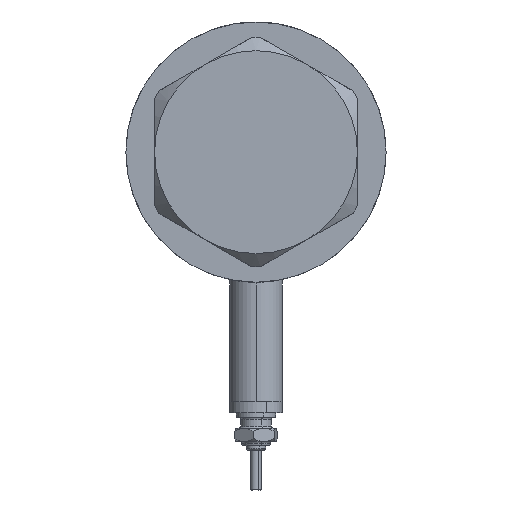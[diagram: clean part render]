
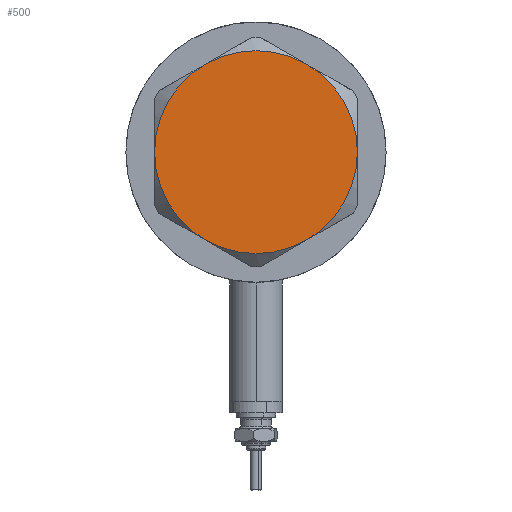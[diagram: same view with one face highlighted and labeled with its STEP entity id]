
A CAD part, left-side view. The second image highlights one B-rep face of the part: STEP entity #500.
In plain terms, the highlighted face is planar.
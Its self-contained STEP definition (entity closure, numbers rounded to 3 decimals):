
#111 = VERTEX_POINT ( 'NONE', #1801 ) ;
#166 = CIRCLE ( 'NONE', #5295, 23. ) ;
#186 = CIRCLE ( 'NONE', #4657, 23. ) ;
#215 = VERTEX_POINT ( 'NONE', #1585 ) ;
#223 = DIRECTION ( 'NONE',  ( 1., 0., 0. ) ) ;
#253 = CIRCLE ( 'NONE', #2609, 23. ) ;
#413 = VERTEX_POINT ( 'NONE', #4206 ) ;
#417 = EDGE_CURVE ( 'NONE', #111, #413, #166, .T. ) ;
#449 = DIRECTION ( 'NONE',  ( 1., 0., 0. ) ) ;
#456 = ORIENTED_EDGE ( 'NONE', *, *, #5569, .T. ) ;
#500 = ADVANCED_FACE ( 'NONE', ( #1113 ), #1172, .T. ) ;
#594 = EDGE_LOOP ( 'NONE', ( #456, #5328, #2248, #3937, #3190, #5482 ) ) ;
#729 = DIRECTION ( 'NONE',  ( 0., 0., 1. ) ) ;
#863 = DIRECTION ( 'NONE',  ( 1., 0., 0. ) ) ;
#1049 = VERTEX_POINT ( 'NONE', #4685 ) ;
#1053 = CARTESIAN_POINT ( 'NONE',  ( -11.5, -19.919, 13. ) ) ;
#1113 = FACE_OUTER_BOUND ( 'NONE', #594, .T. ) ;
#1119 = AXIS2_PLACEMENT_3D ( 'NONE', #4475, #2108, #2592 ) ;
#1172 = PLANE ( 'NONE',  #4410 ) ;
#1193 = DIRECTION ( 'NONE',  ( 0., 0., 1. ) ) ;
#1438 = EDGE_CURVE ( 'NONE', #3310, #1049, #253, .T. ) ;
#1585 = CARTESIAN_POINT ( 'NONE',  ( 23., 0., 13. ) ) ;
#1801 = CARTESIAN_POINT ( 'NONE',  ( 11.5, 19.919, 13. ) ) ;
#2108 = DIRECTION ( 'NONE',  ( 0., 0., 1. ) ) ;
#2135 = CIRCLE ( 'NONE', #1119, 23. ) ;
#2248 = ORIENTED_EDGE ( 'NONE', *, *, #417, .T. ) ;
#2592 = DIRECTION ( 'NONE',  ( 1., 0., 0. ) ) ;
#2609 = AXIS2_PLACEMENT_3D ( 'NONE', #5499, #3281, #449 ) ;
#3135 = DIRECTION ( 'NONE',  ( 0., 0., 1. ) ) ;
#3190 = ORIENTED_EDGE ( 'NONE', *, *, #4449, .T. ) ;
#3281 = DIRECTION ( 'NONE',  ( 0., 0., 1. ) ) ;
#3310 = VERTEX_POINT ( 'NONE', #1053 ) ;
#3415 = AXIS2_PLACEMENT_3D ( 'NONE', #3605, #3135, #3631 ) ;
#3453 = DIRECTION ( 'NONE',  ( 1., 0., 0. ) ) ;
#3470 = EDGE_CURVE ( 'NONE', #413, #4013, #4647, .T. ) ;
#3605 = CARTESIAN_POINT ( 'NONE',  ( 0., 0., 13. ) ) ;
#3621 = EDGE_CURVE ( 'NONE', #215, #111, #186, .T. ) ;
#3627 = DIRECTION ( 'NONE',  ( 1., 0., 0. ) ) ;
#3631 = DIRECTION ( 'NONE',  ( 1., 0., 0. ) ) ;
#3837 = CARTESIAN_POINT ( 'NONE',  ( 0., 0., 13. ) ) ;
#3842 = CARTESIAN_POINT ( 'NONE',  ( 0., 0., 13. ) ) ;
#3937 = ORIENTED_EDGE ( 'NONE', *, *, #3470, .T. ) ;
#4013 = VERTEX_POINT ( 'NONE', #4883 ) ;
#4206 = CARTESIAN_POINT ( 'NONE',  ( -11.5, 19.919, 13. ) ) ;
#4266 = CARTESIAN_POINT ( 'NONE',  ( 0., 0., 13. ) ) ;
#4410 = AXIS2_PLACEMENT_3D ( 'NONE', #4813, #729, #3453 ) ;
#4448 = CIRCLE ( 'NONE', #3415, 23. ) ;
#4449 = EDGE_CURVE ( 'NONE', #4013, #3310, #4448, .T. ) ;
#4475 = CARTESIAN_POINT ( 'NONE',  ( 0., 0., 13. ) ) ;
#4647 = CIRCLE ( 'NONE', #5232, 23. ) ;
#4657 = AXIS2_PLACEMENT_3D ( 'NONE', #3837, #5684, #863 ) ;
#4685 = CARTESIAN_POINT ( 'NONE',  ( 11.5, -19.919, 13. ) ) ;
#4813 = CARTESIAN_POINT ( 'NONE',  ( 0., 0., 13. ) ) ;
#4883 = CARTESIAN_POINT ( 'NONE',  ( -23., 0., 13. ) ) ;
#5232 = AXIS2_PLACEMENT_3D ( 'NONE', #4266, #1193, #223 ) ;
#5295 = AXIS2_PLACEMENT_3D ( 'NONE', #3842, #5863, #3627 ) ;
#5328 = ORIENTED_EDGE ( 'NONE', *, *, #3621, .T. ) ;
#5482 = ORIENTED_EDGE ( 'NONE', *, *, #1438, .T. ) ;
#5499 = CARTESIAN_POINT ( 'NONE',  ( 0., 0., 13. ) ) ;
#5569 = EDGE_CURVE ( 'NONE', #1049, #215, #2135, .T. ) ;
#5684 = DIRECTION ( 'NONE',  ( 0., 0., 1. ) ) ;
#5863 = DIRECTION ( 'NONE',  ( 0., 0., 1. ) ) ;
